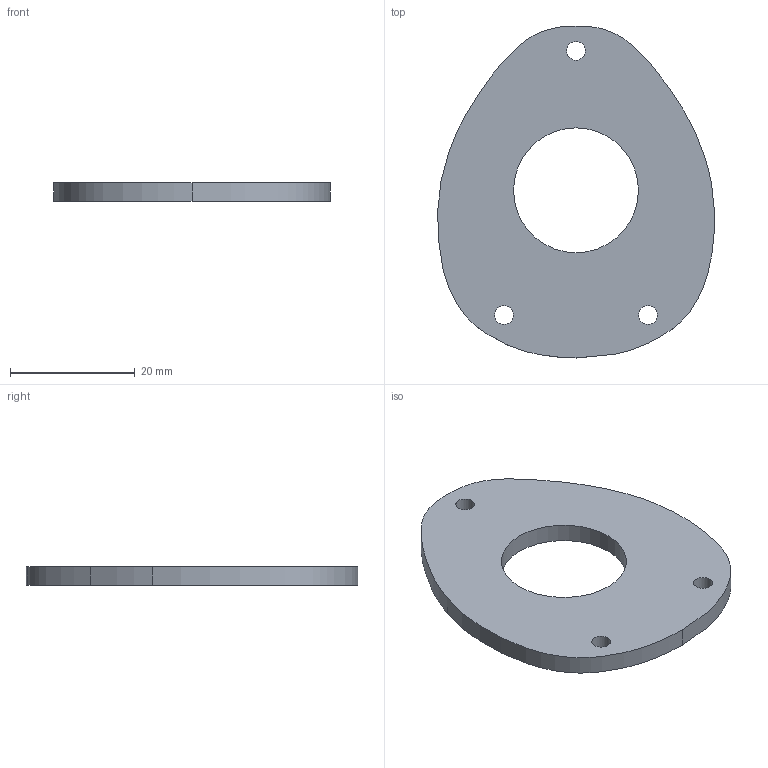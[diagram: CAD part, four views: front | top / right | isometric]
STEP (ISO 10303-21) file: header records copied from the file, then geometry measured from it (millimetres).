
FILE_DESCRIPTION(/* description */ (''),/* implementation_level */ '2;1');
FILE_NAME(/* name */ 'Mating Cap Basic.step',/* time_stamp */ '2021-10-03T15:11:55-05:00',/* author */ (''),/* organization */ (''),/* preprocessor_version */ 'ST-DEVELOPER v18.1',/* originating_system */ 'Autodesk Translation Framework v10.10.0.1391',/* authorisation */ '');
FILE_SCHEMA (('AUTOMOTIVE_DESIGN { 1 0 10303 214 3 1 1 }'));
Length unit declared in the file: millimetre
Products named in the file (1): Mating Cap Basic
Bounding box: 44.26 x 53.15 x 3 mm (x, y, z)
Volume: 4503.3 mm3; surface area: 3780.7 mm2
Topology: 1 solids, 1 shells, 13 faces, 33 edges, 22 vertices
Faces by surface type: bspline 6, cylinder 5, plane 2
Full cylindrical faces by diameter (mm): 3 x3, 20 x1
Entity records: 625 total; most frequent: CARTESIAN_POINT 283, ORIENTED_EDGE 66, DIRECTION 47, EDGE_CURVE 33, VERTEX_POINT 22, EDGE_LOOP 21, AXIS2_PLACEMENT_3D 18, FACE_OUTER_BOUND 13
